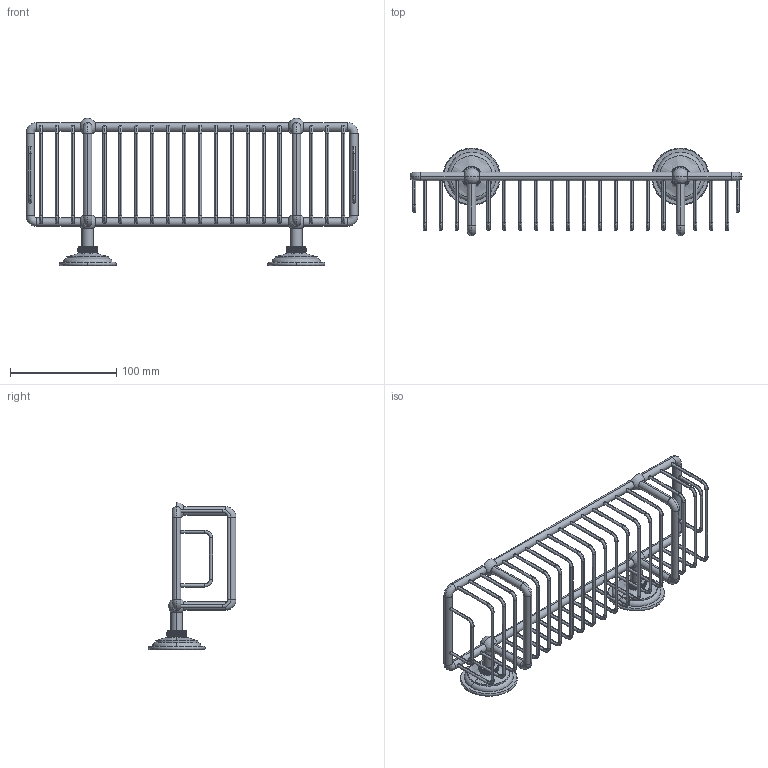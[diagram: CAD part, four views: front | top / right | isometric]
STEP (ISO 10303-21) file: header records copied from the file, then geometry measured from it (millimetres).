
FILE_DESCRIPTION((''),'2;1');
FILE_NAME('26552','2021-12-17T16:19:52',('jinson.thomas'),(''),'CREO PARAMETRIC BY PTC INC, 2018400','CREO PARAMETRIC BY PTC INC, 2018400','');
FILE_SCHEMA(('CONFIG_CONTROL_DESIGN'));
Length unit declared in the file: inch
Products named in the file (1): 26552
Bounding box: 313.21 x 82.99 x 138.99 mm (x, y, z)
Volume: 120893.3 mm3; surface area: 74126.4 mm2
Topology: 1 solids, 1 shells, 766 faces, 1432 edges, 658 vertices
Faces by surface type: plane 326, cylinder 164, bspline 164, torus 104, sphere 8
Entity records: 23464 total; most frequent: CARTESIAN_POINT 9540, DIRECTION 2920, ORIENTED_EDGE 2840, EDGE_CURVE 1420, AXIS2_PLACEMENT_3D 1298, EDGE_LOOP 814, FACE_OUTER_BOUND 766, ADVANCED_FACE 766
